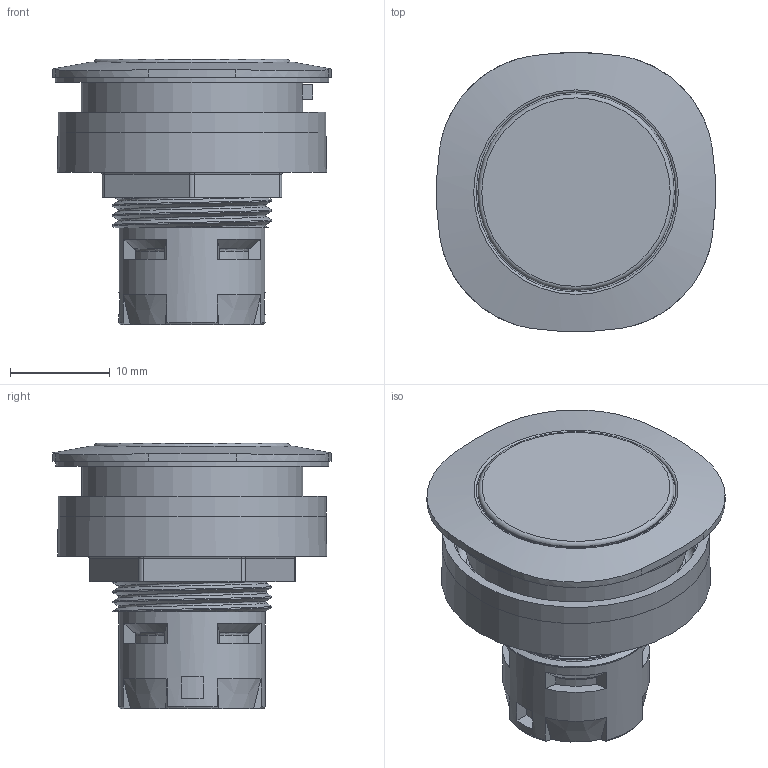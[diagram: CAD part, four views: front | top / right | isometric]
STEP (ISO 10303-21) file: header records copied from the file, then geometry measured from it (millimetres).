
FILE_DESCRIPTION(/* description */ (''),/* implementation_level */ '2;1');
FILE_NAME(/* name */ 'RQJT_ipt.stp',/* time_stamp */ '2017-05-10T15:01:46+02:00',/* author */ ('ahoffmann'),/* organization */ (''),/* preprocessor_version */ 'ST-DEVELOPER v16.1',/* originating_system */ 'Autodesk Inventor 2016',/* authorisation */ '');
FILE_SCHEMA (('AUTOMOTIVE_DESIGN { 1 0 10303 214 3 1 1 }'));
Length unit declared in the file: centimetre
Products named in the file (1): RQJT_vereinfacht
Bounding box: 27.93 x 27.97 x 26.6 mm (x, y, z)
Volume: 7900.9 mm3; surface area: 5766.6 mm2
Topology: 1 solids, 2 shells, 133 faces, 331 edges, 216 vertices
Faces by surface type: plane 56, cylinder 41, torus 17, cone 16, bspline 3
Full cylindrical faces by diameter (mm): 12 x1, 12.1 x1, 14.7 x1, 16 x2, 16.5 x1, 19.7 x1, 20.05 x1, 22.2 x1, 25 x1, 26.86 x1, 27.4 x1
Entity records: 7281 total; most frequent: CARTESIAN_POINT 4330, DIRECTION 607, ORIENTED_EDGE 582, EDGE_CURVE 291, AXIS2_PLACEMENT_3D 250, VERTEX_POINT 201, EDGE_LOOP 172, FACE_OUTER_BOUND 131
